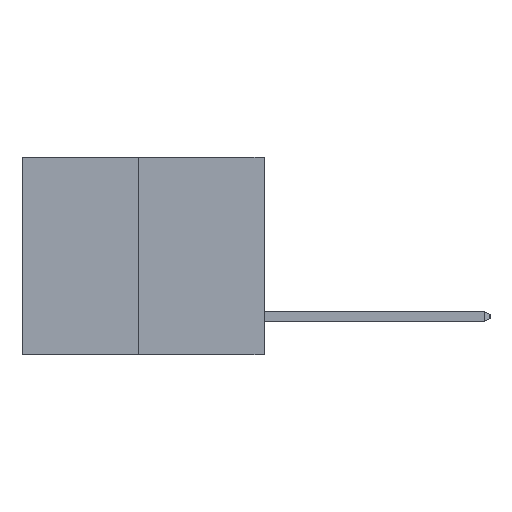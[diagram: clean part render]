
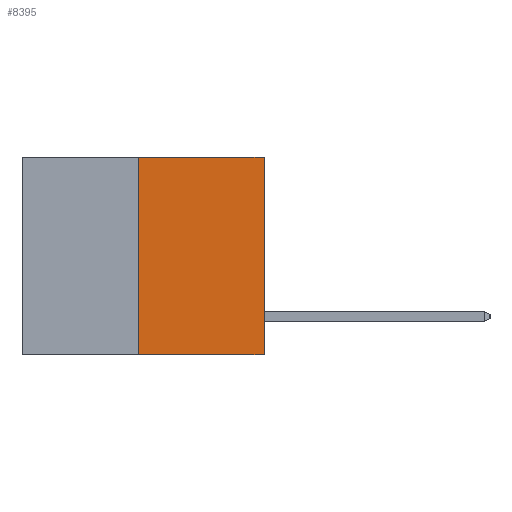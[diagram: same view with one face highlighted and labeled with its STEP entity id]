
A CAD part, left-side view. The second image highlights one B-rep face of the part: STEP entity #8395.
In plain terms, the highlighted planar face has unit normal (-1, 0, 0).
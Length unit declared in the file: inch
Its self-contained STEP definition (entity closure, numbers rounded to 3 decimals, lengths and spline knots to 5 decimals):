
#831 = CARTESIAN_POINT ( 'NONE',  ( 0., 0.312, -0.49 ) ) ;
#1234 = ORIENTED_EDGE ( 'NONE', *, *, #3312, .T. ) ;
#1615 = VERTEX_POINT ( 'NONE', #12751 ) ;
#1661 = EDGE_CURVE ( 'NONE', #9495, #1615, #3873, .T. ) ;
#2481 = FACE_OUTER_BOUND ( 'NONE', #15954, .T. ) ;
#2584 = VECTOR ( 'NONE', #18382, 39.37008 ) ;
#3312 = EDGE_CURVE ( 'NONE', #12653, #1615, #11622, .T. ) ;
#3317 = PLANE ( 'NONE',  #21406 ) ;
#3387 = DIRECTION ( 'NONE',  ( 0., 0., 1. ) ) ;
#3873 = LINE ( 'NONE', #10661, #17187 ) ;
#5552 = ORIENTED_EDGE ( 'NONE', *, *, #1661, .F. ) ;
#6063 = CARTESIAN_POINT ( 'NONE',  ( 0., 0.6, -0.49 ) ) ;
#6309 = EDGE_CURVE ( 'NONE', #11512, #12653, #13944, .T. ) ;
#8395 = ADVANCED_FACE ( 'NONE', ( #2481 ), #3317, .F. ) ;
#9495 = VERTEX_POINT ( 'NONE', #26334 ) ;
#10568 = EDGE_CURVE ( 'NONE', #11512, #9495, #15029, .T. ) ;
#10661 = CARTESIAN_POINT ( 'NONE',  ( 0., 0.6, 0. ) ) ;
#11512 = VERTEX_POINT ( 'NONE', #831 ) ;
#11622 = LINE ( 'NONE', #24510, #25272 ) ;
#12653 = VERTEX_POINT ( 'NONE', #24088 ) ;
#12744 = ORIENTED_EDGE ( 'NONE', *, *, #6309, .T. ) ;
#12751 = CARTESIAN_POINT ( 'NONE',  ( 0., 0., 0. ) ) ;
#13108 = VECTOR ( 'NONE', #3387, 39.37008 ) ;
#13826 = DIRECTION ( 'NONE',  ( 1., 0., 0. ) ) ;
#13944 = LINE ( 'NONE', #6063, #2584 ) ;
#15029 = LINE ( 'NONE', #20070, #13108 ) ;
#15716 = CARTESIAN_POINT ( 'NONE',  ( 0., 0.6, 0. ) ) ;
#15907 = DIRECTION ( 'NONE',  ( 0., 0., -1. ) ) ;
#15954 = EDGE_LOOP ( 'NONE', ( #21729, #12744, #1234, #5552 ) ) ;
#17187 = VECTOR ( 'NONE', #25211, 39.37008 ) ;
#18382 = DIRECTION ( 'NONE',  ( 0., -1., 0. ) ) ;
#20070 = CARTESIAN_POINT ( 'NONE',  ( 0., 0.312, -0.49 ) ) ;
#20580 = DIRECTION ( 'NONE',  ( 0., 0., 1. ) ) ;
#21406 = AXIS2_PLACEMENT_3D ( 'NONE', #15716, #13826, #15907 ) ;
#21729 = ORIENTED_EDGE ( 'NONE', *, *, #10568, .F. ) ;
#24088 = CARTESIAN_POINT ( 'NONE',  ( 0., 0., -0.49 ) ) ;
#24510 = CARTESIAN_POINT ( 'NONE',  ( 0., 0., 0. ) ) ;
#25211 = DIRECTION ( 'NONE',  ( 0., -1., 0. ) ) ;
#25272 = VECTOR ( 'NONE', #20580, 39.37008 ) ;
#26334 = CARTESIAN_POINT ( 'NONE',  ( 0., 0.312, 0. ) ) ;
